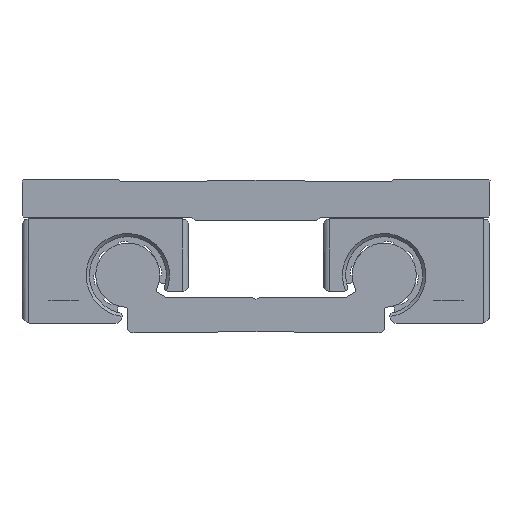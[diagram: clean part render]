
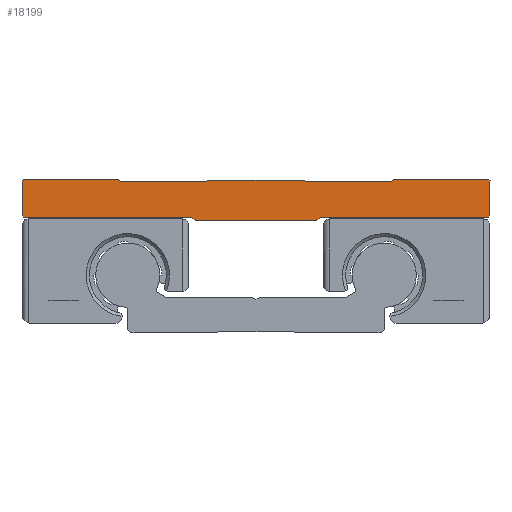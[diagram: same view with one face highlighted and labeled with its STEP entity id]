
A CAD part, front view. The second image highlights one B-rep face of the part: STEP entity #18199.
In plain terms, the highlighted planar face has unit normal (0, -1, 0).
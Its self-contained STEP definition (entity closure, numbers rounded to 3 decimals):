
#729=PLANE('',#19466);
#1651=FACE_OUTER_BOUND('',#2717,.T.);
#2717=EDGE_LOOP('',(#13031,#13032,#13033,#13034,#13035,#13036,#13037,#13038,
#13039,#13040,#13041,#13042,#13043,#13044,#13045,#13046,#13047,#13048,#13049,
#13050));
#3768=LINE('',#27331,#5622);
#3772=LINE('',#27340,#5626);
#3776=LINE('',#27347,#5630);
#3779=LINE('',#27353,#5633);
#3782=LINE('',#27359,#5636);
#3785=LINE('',#27365,#5639);
#3788=LINE('',#27371,#5642);
#3791=LINE('',#27377,#5645);
#3794=LINE('',#27383,#5648);
#3797=LINE('',#27389,#5651);
#3800=LINE('',#27395,#5654);
#3803=LINE('',#27401,#5657);
#3806=LINE('',#27407,#5660);
#3809=LINE('',#27413,#5663);
#3812=LINE('',#27419,#5666);
#3815=LINE('',#27425,#5669);
#3818=LINE('',#27433,#5672);
#3821=LINE('',#27437,#5675);
#3824=LINE('',#27442,#5678);
#3825=LINE('',#27443,#5679);
#5622=VECTOR('',#21629,1.);
#5626=VECTOR('',#21635,1.);
#5630=VECTOR('',#21641,1.);
#5633=VECTOR('',#21646,1.);
#5636=VECTOR('',#21651,1.);
#5639=VECTOR('',#21656,1.);
#5642=VECTOR('',#21661,1.);
#5645=VECTOR('',#21666,1.);
#5648=VECTOR('',#21671,1.);
#5651=VECTOR('',#21676,1.);
#5654=VECTOR('',#21681,1.);
#5657=VECTOR('',#21686,1.);
#5660=VECTOR('',#21691,1.);
#5663=VECTOR('',#21696,1.);
#5666=VECTOR('',#21701,1.);
#5669=VECTOR('',#21706,1.);
#5672=VECTOR('',#21711,1.);
#5675=VECTOR('',#21716,1.);
#5678=VECTOR('',#21723,1.);
#5679=VECTOR('',#21724,1.);
#8370=VERTEX_POINT('',#27328);
#8371=VERTEX_POINT('',#27330);
#8374=VERTEX_POINT('',#27337);
#8375=VERTEX_POINT('',#27339);
#8377=VERTEX_POINT('',#27345);
#8379=VERTEX_POINT('',#27351);
#8381=VERTEX_POINT('',#27357);
#8383=VERTEX_POINT('',#27363);
#8385=VERTEX_POINT('',#27369);
#8387=VERTEX_POINT('',#27375);
#8389=VERTEX_POINT('',#27381);
#8391=VERTEX_POINT('',#27387);
#8393=VERTEX_POINT('',#27393);
#8395=VERTEX_POINT('',#27399);
#8397=VERTEX_POINT('',#27405);
#8399=VERTEX_POINT('',#27411);
#8401=VERTEX_POINT('',#27417);
#8403=VERTEX_POINT('',#27423);
#8406=VERTEX_POINT('',#27430);
#8407=VERTEX_POINT('',#27432);
#10179=EDGE_CURVE('',#8371,#8370,#3768,.T.);
#10183=EDGE_CURVE('',#8375,#8374,#3772,.T.);
#10187=EDGE_CURVE('',#8374,#8377,#3776,.T.);
#10190=EDGE_CURVE('',#8377,#8379,#3779,.T.);
#10193=EDGE_CURVE('',#8379,#8381,#3782,.T.);
#10196=EDGE_CURVE('',#8381,#8383,#3785,.T.);
#10199=EDGE_CURVE('',#8383,#8385,#3788,.T.);
#10202=EDGE_CURVE('',#8385,#8387,#3791,.T.);
#10205=EDGE_CURVE('',#8387,#8389,#3794,.T.);
#10208=EDGE_CURVE('',#8389,#8391,#3797,.T.);
#10211=EDGE_CURVE('',#8391,#8393,#3800,.T.);
#10214=EDGE_CURVE('',#8393,#8395,#3803,.T.);
#10217=EDGE_CURVE('',#8395,#8397,#3806,.T.);
#10220=EDGE_CURVE('',#8397,#8399,#3809,.T.);
#10223=EDGE_CURVE('',#8399,#8401,#3812,.T.);
#10226=EDGE_CURVE('',#8401,#8403,#3815,.T.);
#10229=EDGE_CURVE('',#8407,#8406,#3818,.T.);
#10232=EDGE_CURVE('',#8406,#8371,#3821,.T.);
#10235=EDGE_CURVE('',#8370,#8375,#3824,.T.);
#10236=EDGE_CURVE('',#8403,#8407,#3825,.T.);
#13031=ORIENTED_EDGE('',*,*,#10232,.T.);
#13032=ORIENTED_EDGE('',*,*,#10179,.T.);
#13033=ORIENTED_EDGE('',*,*,#10235,.T.);
#13034=ORIENTED_EDGE('',*,*,#10183,.T.);
#13035=ORIENTED_EDGE('',*,*,#10187,.T.);
#13036=ORIENTED_EDGE('',*,*,#10190,.T.);
#13037=ORIENTED_EDGE('',*,*,#10193,.T.);
#13038=ORIENTED_EDGE('',*,*,#10196,.T.);
#13039=ORIENTED_EDGE('',*,*,#10199,.T.);
#13040=ORIENTED_EDGE('',*,*,#10202,.T.);
#13041=ORIENTED_EDGE('',*,*,#10205,.T.);
#13042=ORIENTED_EDGE('',*,*,#10208,.T.);
#13043=ORIENTED_EDGE('',*,*,#10211,.T.);
#13044=ORIENTED_EDGE('',*,*,#10214,.T.);
#13045=ORIENTED_EDGE('',*,*,#10217,.T.);
#13046=ORIENTED_EDGE('',*,*,#10220,.T.);
#13047=ORIENTED_EDGE('',*,*,#10223,.T.);
#13048=ORIENTED_EDGE('',*,*,#10226,.T.);
#13049=ORIENTED_EDGE('',*,*,#10236,.T.);
#13050=ORIENTED_EDGE('',*,*,#10229,.T.);
#18199=ADVANCED_FACE('',(#1651),#729,.T.);
#19466=AXIS2_PLACEMENT_3D('',#27441,#21721,#21722);
#21629=DIRECTION('',(0.707,0.,0.707));
#21635=DIRECTION('',(0.707,0.,0.707));
#21641=DIRECTION('',(0.,0.,1.));
#21646=DIRECTION('',(-0.707,0.,0.707));
#21651=DIRECTION('',(-1.,0.,0.));
#21656=DIRECTION('',(-0.707,0.,-0.707));
#21661=DIRECTION('',(-1.,0.,0.));
#21666=DIRECTION('',(-0.707,0.,0.707));
#21671=DIRECTION('',(-1.,0.,0.));
#21676=DIRECTION('',(-0.707,0.,-0.707));
#21681=DIRECTION('',(-1.,0.,0.));
#21686=DIRECTION('',(-0.707,0.,0.707));
#21691=DIRECTION('',(-1.,0.,0.));
#21696=DIRECTION('',(-0.707,0.,-0.707));
#21701=DIRECTION('',(0.,0.,-1.));
#21706=DIRECTION('',(0.707,0.,-0.707));
#21711=DIRECTION('',(0.707,0.,-0.707));
#21716=DIRECTION('',(1.,0.,0.));
#21721=DIRECTION('center_axis',(0.,-1.,0.));
#21722=DIRECTION('ref_axis',(1.,0.,0.));
#21723=DIRECTION('',(1.,0.,0.));
#21724=DIRECTION('',(1.,0.,0.));
#27328=CARTESIAN_POINT('',(10.,0.,18.));
#27330=CARTESIAN_POINT('',(9.5,0.,17.5));
#27331=CARTESIAN_POINT('',(9.5,0.,17.5));
#27337=CARTESIAN_POINT('',(36.5,0.,18.3));
#27339=CARTESIAN_POINT('',(36.2,0.,18.));
#27340=CARTESIAN_POINT('',(36.2,0.,18.));
#27345=CARTESIAN_POINT('',(36.5,0.,23.7));
#27347=CARTESIAN_POINT('',(36.5,0.,18.3));
#27351=CARTESIAN_POINT('',(36.2,0.,24.));
#27353=CARTESIAN_POINT('',(36.5,0.,23.7));
#27357=CARTESIAN_POINT('',(21.5,0.,24.));
#27359=CARTESIAN_POINT('',(36.2,0.,24.));
#27363=CARTESIAN_POINT('',(21.12,0.,23.62));
#27365=CARTESIAN_POINT('',(21.5,0.,24.));
#27369=CARTESIAN_POINT('',(7.7,0.,23.62));
#27371=CARTESIAN_POINT('',(21.12,0.,23.62));
#27375=CARTESIAN_POINT('',(7.5,0.,23.82));
#27377=CARTESIAN_POINT('',(7.7,0.,23.62));
#27381=CARTESIAN_POINT('',(-7.5,0.,23.82));
#27383=CARTESIAN_POINT('',(7.5,0.,23.82));
#27387=CARTESIAN_POINT('',(-7.7,0.,23.62));
#27389=CARTESIAN_POINT('',(-7.5,0.,23.82));
#27393=CARTESIAN_POINT('',(-21.12,0.,23.62));
#27395=CARTESIAN_POINT('',(-7.7,0.,23.62));
#27399=CARTESIAN_POINT('',(-21.5,0.,24.));
#27401=CARTESIAN_POINT('',(-21.12,0.,23.62));
#27405=CARTESIAN_POINT('',(-36.2,0.,24.));
#27407=CARTESIAN_POINT('',(-21.5,0.,24.));
#27411=CARTESIAN_POINT('',(-36.5,0.,23.7));
#27413=CARTESIAN_POINT('',(-36.2,0.,24.));
#27417=CARTESIAN_POINT('',(-36.5,0.,18.3));
#27419=CARTESIAN_POINT('',(-36.5,0.,23.7));
#27423=CARTESIAN_POINT('',(-36.2,0.,18.));
#27425=CARTESIAN_POINT('',(-36.5,0.,18.3));
#27430=CARTESIAN_POINT('',(-9.5,0.,17.5));
#27432=CARTESIAN_POINT('',(-10.,0.,18.));
#27433=CARTESIAN_POINT('',(-10.,0.,18.));
#27437=CARTESIAN_POINT('',(0.,0.,17.5));
#27441=CARTESIAN_POINT('Origin',(0.,0.,20.855));
#27442=CARTESIAN_POINT('',(10.,0.,18.));
#27443=CARTESIAN_POINT('',(-36.2,0.,18.));
